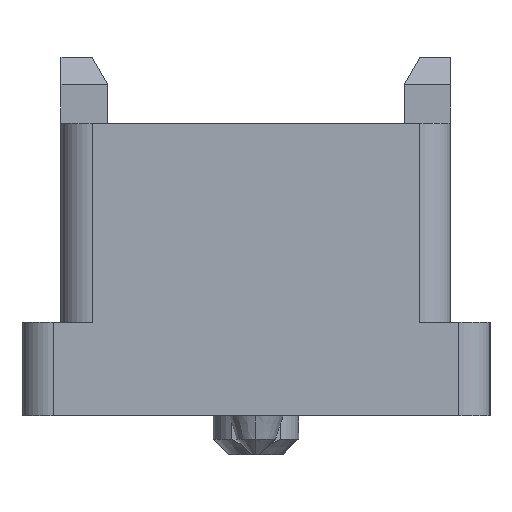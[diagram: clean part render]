
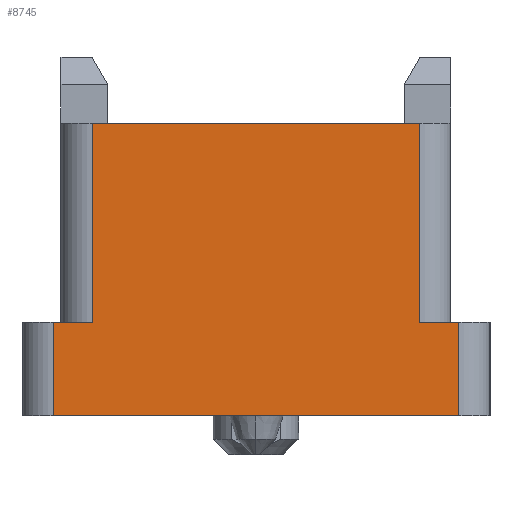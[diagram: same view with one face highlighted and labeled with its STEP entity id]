
A CAD part, left-side view. The second image highlights one B-rep face of the part: STEP entity #8745.
In plain terms, the highlighted planar face has unit normal (-1, 0, 0).
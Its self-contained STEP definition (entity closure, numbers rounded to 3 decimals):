
#353=DIRECTION('',(0.,1.,0.));
#354=VECTOR('',#353,4.2);
#355=CARTESIAN_POINT('',(-10.9,-2.1,-0.85));
#356=LINE('',#355,#354);
#1000=DIRECTION('',(0.,-1.,0.));
#1001=VECTOR('',#1000,0.5);
#1002=CARTESIAN_POINT('',(-10.9,2.6,-3.4));
#1003=LINE('',#1002,#1001);
#1030=DIRECTION('',(0.,-1.,0.));
#1031=VECTOR('',#1030,0.5);
#1032=CARTESIAN_POINT('',(-10.9,-2.1,-3.4));
#1033=LINE('',#1032,#1031);
#1082=DIRECTION('',(0.,1.,0.));
#1083=VECTOR('',#1082,5.2);
#1084=CARTESIAN_POINT('',(-10.9,-2.6,-4.6));
#1085=LINE('',#1084,#1083);
#1086=DIRECTION('',(0.,0.,1.));
#1087=VECTOR('',#1086,1.2);
#1088=CARTESIAN_POINT('',(-10.9,2.6,-4.6));
#1089=LINE('',#1088,#1087);
#1090=DIRECTION('',(0.,0.,-1.));
#1091=VECTOR('',#1090,2.55);
#1092=CARTESIAN_POINT('',(-10.9,2.1,-0.85));
#1093=LINE('',#1092,#1091);
#1104=DIRECTION('',(0.,0.,-1.));
#1105=VECTOR('',#1104,2.55);
#1106=CARTESIAN_POINT('',(-10.9,-2.1,-0.85));
#1107=LINE('',#1106,#1105);
#1108=DIRECTION('',(0.,0.,1.));
#1109=VECTOR('',#1108,1.2);
#1110=CARTESIAN_POINT('',(-10.9,-2.6,-4.6));
#1111=LINE('',#1110,#1109);
#5590=CARTESIAN_POINT('',(-10.9,2.6,-4.6));
#5591=VERTEX_POINT('',#5590);
#5592=CARTESIAN_POINT('',(-10.9,-2.6,-4.6));
#5594=VERTEX_POINT('',#5592);
#5614=CARTESIAN_POINT('',(-10.9,2.6,-3.4));
#5615=VERTEX_POINT('',#5614);
#5616=CARTESIAN_POINT('',(-10.9,-2.6,-3.4));
#5618=VERTEX_POINT('',#5616);
#5623=CARTESIAN_POINT('',(-10.9,2.1,-3.4));
#5625=VERTEX_POINT('',#5623);
#5626=CARTESIAN_POINT('',(-10.9,-2.1,-3.4));
#5628=VERTEX_POINT('',#5626);
#5647=CARTESIAN_POINT('',(-10.9,2.1,-0.85));
#5649=VERTEX_POINT('',#5647);
#5650=CARTESIAN_POINT('',(-10.9,-2.1,-0.85));
#5652=VERTEX_POINT('',#5650);
#8726=CARTESIAN_POINT('',(-10.9,2.1,0.));
#8727=DIRECTION('',(-1.,0.,0.));
#8728=DIRECTION('',(0.,-1.,0.));
#8729=AXIS2_PLACEMENT_3D('',#8726,#8727,#8728);
#8730=PLANE('',#8729);
#8731=ORIENTED_EDGE('',*,*,#7769,.F.);
#8733=ORIENTED_EDGE('',*,*,#8732,.T.);
#8734=ORIENTED_EDGE('',*,*,#8672,.T.);
#8736=ORIENTED_EDGE('',*,*,#8735,.F.);
#8738=ORIENTED_EDGE('',*,*,#8737,.T.);
#8740=ORIENTED_EDGE('',*,*,#8739,.T.);
#8741=ORIENTED_EDGE('',*,*,#8648,.T.);
#8742=ORIENTED_EDGE('',*,*,#8719,.F.);
#8743=EDGE_LOOP('',(#8731,#8733,#8734,#8736,#8738,#8740,#8741,#8742));
#8744=FACE_OUTER_BOUND('',#8743,.F.);
#7769=EDGE_CURVE('',#5652,#5649,#356,.T.);
#8648=EDGE_CURVE('',#5615,#5625,#1003,.T.);
#8672=EDGE_CURVE('',#5628,#5618,#1033,.T.);
#8719=EDGE_CURVE('',#5649,#5625,#1093,.T.);
#8732=EDGE_CURVE('',#5652,#5628,#1107,.T.);
#8735=EDGE_CURVE('',#5594,#5618,#1111,.T.);
#8737=EDGE_CURVE('',#5594,#5591,#1085,.T.);
#8739=EDGE_CURVE('',#5591,#5615,#1089,.T.);
#8745=ADVANCED_FACE('',(#8744),#8730,.T.);
